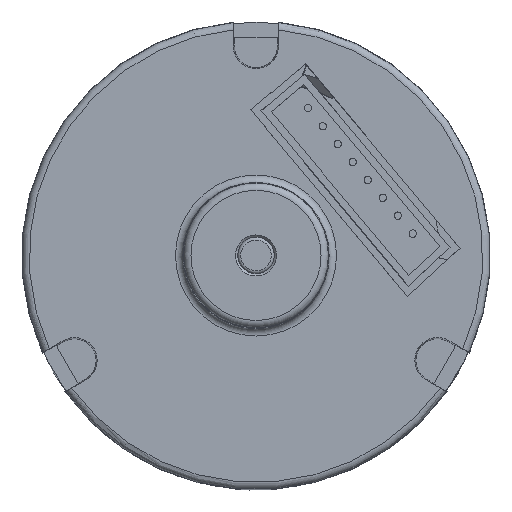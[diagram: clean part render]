
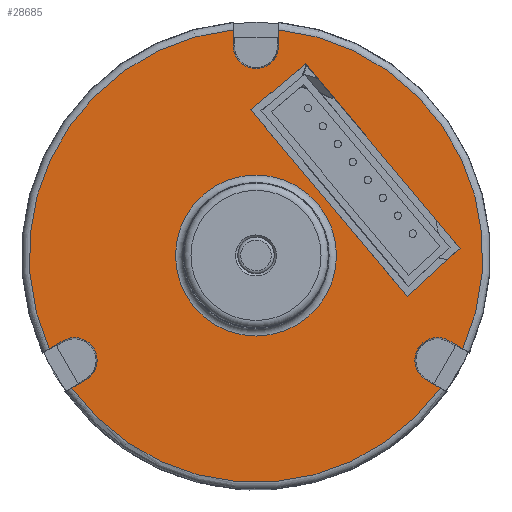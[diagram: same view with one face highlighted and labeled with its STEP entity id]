
A CAD part, top view. The second image highlights one B-rep face of the part: STEP entity #28685.
In plain terms, the highlighted planar face has unit normal (0, 0, 1).
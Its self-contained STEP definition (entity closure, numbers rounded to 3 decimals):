
#52=ELLIPSE('',#30822,0.294,0.294);
#53=ELLIPSE('',#30825,0.294,0.294);
#1467=LINE('',#43613,#3580);
#1468=LINE('',#43615,#3581);
#1469=LINE('',#43620,#3582);
#1470=LINE('',#43624,#3583);
#1471=LINE('',#43628,#3584);
#1472=LINE('',#43632,#3585);
#1473=LINE('',#43636,#3586);
#1474=LINE('',#43641,#3587);
#1475=LINE('',#43644,#3588);
#1476=LINE('',#43646,#3589);
#1477=LINE('',#43648,#3590);
#1478=LINE('',#43649,#3591);
#3580=VECTOR('',#34640,1000.);
#3581=VECTOR('',#34643,1000.);
#3582=VECTOR('',#34646,1000.);
#3583=VECTOR('',#34649,1000.);
#3584=VECTOR('',#34652,1000.);
#3585=VECTOR('',#34655,1000.);
#3586=VECTOR('',#34658,1000.);
#3587=VECTOR('',#34663,1000.);
#3588=VECTOR('',#34664,1000.);
#3589=VECTOR('',#34665,1000.);
#3590=VECTOR('',#34666,1000.);
#3591=VECTOR('',#34667,1000.);
#6791=ORIENTED_EDGE('',*,*,#15496,.F.);
#6792=ORIENTED_EDGE('',*,*,#15497,.T.);
#6793=ORIENTED_EDGE('',*,*,#15498,.F.);
#6794=ORIENTED_EDGE('',*,*,#15499,.T.);
#6795=ORIENTED_EDGE('',*,*,#15500,.F.);
#6796=ORIENTED_EDGE('',*,*,#15501,.T.);
#6797=ORIENTED_EDGE('',*,*,#15502,.F.);
#6798=ORIENTED_EDGE('',*,*,#15503,.T.);
#6799=ORIENTED_EDGE('',*,*,#15504,.F.);
#6800=ORIENTED_EDGE('',*,*,#15505,.T.);
#6801=ORIENTED_EDGE('',*,*,#15506,.F.);
#6802=ORIENTED_EDGE('',*,*,#15507,.T.);
#6803=ORIENTED_EDGE('',*,*,#15508,.T.);
#6804=ORIENTED_EDGE('',*,*,#15509,.T.);
#6805=ORIENTED_EDGE('',*,*,#15510,.T.);
#6806=ORIENTED_EDGE('',*,*,#15511,.T.);
#6807=ORIENTED_EDGE('',*,*,#15512,.T.);
#6808=ORIENTED_EDGE('',*,*,#15487,.F.);
#6809=ORIENTED_EDGE('',*,*,#15495,.T.);
#6810=ORIENTED_EDGE('',*,*,#15485,.F.);
#6811=ORIENTED_EDGE('',*,*,#15513,.T.);
#15485=EDGE_CURVE('',#19897,#19895,#52,.T.);
#15487=EDGE_CURVE('',#19898,#19899,#53,.T.);
#15495=EDGE_CURVE('',#19898,#19895,#1467,.T.);
#15496=EDGE_CURVE('',#19904,#19905,#1468,.T.);
#15497=EDGE_CURVE('',#19904,#19906,#22659,.T.);
#15498=EDGE_CURVE('',#19907,#19906,#1469,.T.);
#15499=EDGE_CURVE('',#19907,#19908,#22660,.T.);
#15500=EDGE_CURVE('',#19909,#19908,#1470,.T.);
#15501=EDGE_CURVE('',#19909,#19910,#22661,.T.);
#15502=EDGE_CURVE('',#19911,#19910,#1471,.T.);
#15503=EDGE_CURVE('',#19911,#19912,#22662,.T.);
#15504=EDGE_CURVE('',#19913,#19912,#1472,.T.);
#15505=EDGE_CURVE('',#19913,#19914,#22663,.T.);
#15506=EDGE_CURVE('',#19915,#19914,#1473,.T.);
#15507=EDGE_CURVE('',#19915,#19905,#22664,.T.);
#15508=EDGE_CURVE('',#19916,#19916,#22665,.T.);
#15509=EDGE_CURVE('',#19917,#19918,#1474,.T.);
#15510=EDGE_CURVE('',#19918,#19919,#1475,.T.);
#15511=EDGE_CURVE('',#19919,#19920,#1476,.T.);
#15512=EDGE_CURVE('',#19920,#19899,#1477,.T.);
#15513=EDGE_CURVE('',#19897,#19917,#1478,.T.);
#19895=VERTEX_POINT('',#43579);
#19897=VERTEX_POINT('',#43586);
#19898=VERTEX_POINT('',#43592);
#19899=VERTEX_POINT('',#43593);
#19904=VERTEX_POINT('',#43616);
#19905=VERTEX_POINT('',#43617);
#19906=VERTEX_POINT('',#43619);
#19907=VERTEX_POINT('',#43621);
#19908=VERTEX_POINT('',#43623);
#19909=VERTEX_POINT('',#43625);
#19910=VERTEX_POINT('',#43627);
#19911=VERTEX_POINT('',#43629);
#19912=VERTEX_POINT('',#43631);
#19913=VERTEX_POINT('',#43633);
#19914=VERTEX_POINT('',#43635);
#19915=VERTEX_POINT('',#43637);
#19916=VERTEX_POINT('',#43640);
#19917=VERTEX_POINT('',#43642);
#19918=VERTEX_POINT('',#43643);
#19919=VERTEX_POINT('',#43645);
#19920=VERTEX_POINT('',#43647);
#22659=CIRCLE('',#30830,1.554);
#22660=CIRCLE('',#30831,15.54);
#22661=CIRCLE('',#30832,1.554);
#22662=CIRCLE('',#30833,15.54);
#22663=CIRCLE('',#30834,1.554);
#22664=CIRCLE('',#30835,15.54);
#22665=CIRCLE('',#30836,5.513);
#24068=EDGE_LOOP('',(#6791,#6792,#6793,#6794,#6795,#6796,#6797,#6798,#6799,
#6800,#6801,#6802));
#24069=EDGE_LOOP('',(#6803));
#24070=EDGE_LOOP('',(#6804,#6805,#6806,#6807,#6808,#6809,#6810,#6811));
#26016=FACE_BOUND('',#24068,.T.);
#26017=FACE_BOUND('',#24069,.T.);
#26018=FACE_BOUND('',#24070,.T.);
#27830=PLANE('',#30829);
#28685=ADVANCED_FACE('',(#26016,#26017,#26018),#27830,.T.);
#30822=AXIS2_PLACEMENT_3D('',#43587,#34620,#34621);
#30825=AXIS2_PLACEMENT_3D('',#43591,#34627,#34628);
#30829=AXIS2_PLACEMENT_3D('',#43614,#34641,#34642);
#30830=AXIS2_PLACEMENT_3D('',#43618,#34644,#34645);
#30831=AXIS2_PLACEMENT_3D('',#43622,#34647,#34648);
#30832=AXIS2_PLACEMENT_3D('',#43626,#34650,#34651);
#30833=AXIS2_PLACEMENT_3D('',#43630,#34653,#34654);
#30834=AXIS2_PLACEMENT_3D('',#43634,#34656,#34657);
#30835=AXIS2_PLACEMENT_3D('',#43638,#34659,#34660);
#30836=AXIS2_PLACEMENT_3D('',#43639,#34661,#34662);
#34620=DIRECTION('',(0.,0.,1.));
#34621=DIRECTION('',(0.996,-0.087,0.));
#34627=DIRECTION('',(0.,0.,1.));
#34628=DIRECTION('',(0.087,0.996,0.));
#34640=DIRECTION('',(-0.643,0.766,0.));
#34641=DIRECTION('',(0.,0.,1.));
#34642=DIRECTION('',(0.,-1.,0.));
#34643=DIRECTION('',(-0.866,-0.5,0.));
#34644=DIRECTION('',(0.,0.,-1.));
#34645=DIRECTION('',(0.,-1.,0.));
#34646=DIRECTION('',(0.866,0.5,0.));
#34647=DIRECTION('',(0.,0.,1.));
#34648=DIRECTION('',(0.,-1.,0.));
#34649=DIRECTION('',(0.866,-0.5,0.));
#34650=DIRECTION('',(0.,0.,-1.));
#34651=DIRECTION('',(0.,-1.,0.));
#34652=DIRECTION('',(-0.866,0.5,0.));
#34653=DIRECTION('',(0.,0.,1.));
#34654=DIRECTION('',(0.,-1.,0.));
#34655=DIRECTION('',(0.,1.,0.));
#34656=DIRECTION('',(0.,0.,-1.));
#34657=DIRECTION('',(0.,-1.,0.));
#34658=DIRECTION('',(0.,-1.,0.));
#34659=DIRECTION('',(0.,0.,1.));
#34660=DIRECTION('',(0.,-1.,0.));
#34661=DIRECTION('',(0.,0.,-1.));
#34662=DIRECTION('',(0.,-1.,0.));
#34663=DIRECTION('',(0.766,0.643,0.));
#34664=DIRECTION('',(0.643,-0.766,0.));
#34665=DIRECTION('',(-0.737,-0.676,0.));
#34666=DIRECTION('',(-0.643,0.766,0.));
#34667=DIRECTION('',(-0.643,0.766,0.));
#43579=CARTESIAN_POINT('',(0.634,8.786,22.274));
#43586=CARTESIAN_POINT('',(0.615,8.811,22.274));
#43587=CARTESIAN_POINT('',(0.859,8.975,22.274));
#43591=CARTESIAN_POINT('',(8.988,-0.711,22.274));
#43592=CARTESIAN_POINT('',(8.763,-0.9,22.274));
#43593=CARTESIAN_POINT('',(8.803,-0.94,22.274));
#43613=CARTESIAN_POINT('',(8.764,-0.902,22.274));
#43614=CARTESIAN_POINT('',(-15.728,15.646,22.274));
#43615=CARTESIAN_POINT('',(-14.634,-6.656,22.274));
#43616=CARTESIAN_POINT('',(-13.21,-5.833,22.274));
#43617=CARTESIAN_POINT('',(-14.167,-6.386,22.274));
#43618=CARTESIAN_POINT('',(-12.433,-7.18,22.274));
#43619=CARTESIAN_POINT('',(-11.656,-8.526,22.274));
#43620=CARTESIAN_POINT('',(-11.656,-8.526,22.274));
#43621=CARTESIAN_POINT('',(-12.612,-9.078,22.274));
#43622=CARTESIAN_POINT('',(0.,0.,22.274));
#43623=CARTESIAN_POINT('',(12.614,-9.076,22.274));
#43624=CARTESIAN_POINT('',(13.081,-9.346,22.274));
#43625=CARTESIAN_POINT('',(11.657,-8.524,22.274));
#43626=CARTESIAN_POINT('',(12.434,-7.178,22.274));
#43627=CARTESIAN_POINT('',(13.211,-5.831,22.274));
#43628=CARTESIAN_POINT('',(13.211,-5.831,22.274));
#43629=CARTESIAN_POINT('',(14.168,-6.383,22.274));
#43630=CARTESIAN_POINT('',(0.,0.,22.274));
#43631=CARTESIAN_POINT('',(1.553,15.462,22.274));
#43632=CARTESIAN_POINT('',(1.553,15.179,22.274));
#43633=CARTESIAN_POINT('',(1.553,14.357,22.274));
#43634=CARTESIAN_POINT('',(-0.001,14.357,22.274));
#43635=CARTESIAN_POINT('',(-1.556,14.357,22.274));
#43636=CARTESIAN_POINT('',(-1.556,15.179,22.274));
#43637=CARTESIAN_POINT('',(-1.556,15.462,22.274));
#43638=CARTESIAN_POINT('',(0.,0.,22.274));
#43639=CARTESIAN_POINT('',(0.,0.,22.274));
#43640=CARTESIAN_POINT('',(0.,-5.513,22.274));
#43641=CARTESIAN_POINT('',(3.39,13.126,22.274));
#43642=CARTESIAN_POINT('',(-0.363,9.976,22.274));
#43643=CARTESIAN_POINT('',(3.39,13.126,22.274));
#43644=CARTESIAN_POINT('',(4.386,11.939,22.274));
#43645=CARTESIAN_POINT('',(13.981,0.506,22.274));
#43646=CARTESIAN_POINT('',(13.981,0.506,22.274));
#43647=CARTESIAN_POINT('',(10.371,-2.807,22.274));
#43648=CARTESIAN_POINT('',(-0.363,9.976,22.274));
#43649=CARTESIAN_POINT('',(-0.363,9.976,22.274));
